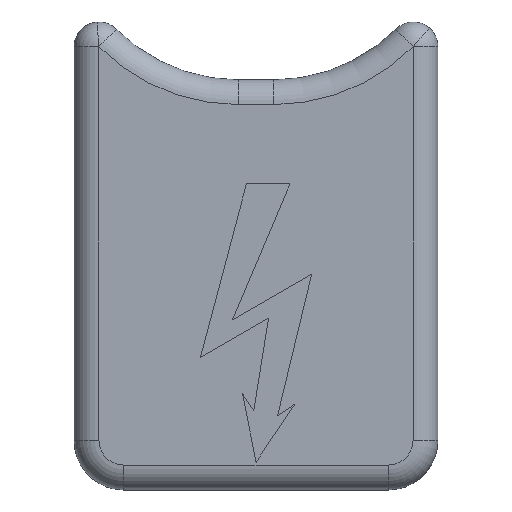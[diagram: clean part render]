
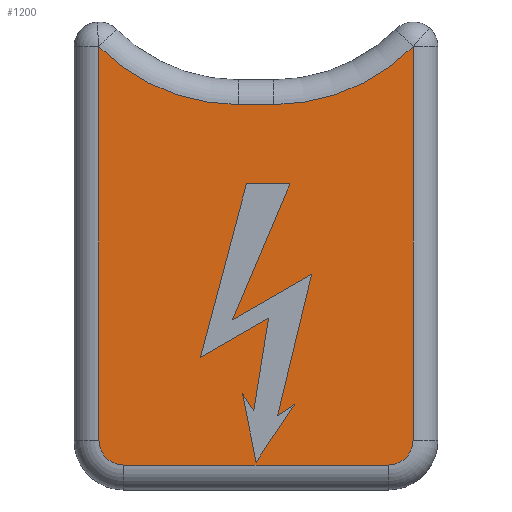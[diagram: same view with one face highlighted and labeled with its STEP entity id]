
A CAD part, top view. The second image highlights one B-rep face of the part: STEP entity #1200.
In plain terms, the highlighted planar face has unit normal (0, 0, 1).
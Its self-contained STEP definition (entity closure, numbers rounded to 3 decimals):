
#217=AXIS2_PLACEMENT_3D('Circle Axis2P3D',#215,#216,$) ;
#550=AXIS2_PLACEMENT_3D('Circle Axis2P3D',#548,#549,$) ;
#634=AXIS2_PLACEMENT_3D('Circle Axis2P3D',#632,#633,$) ;
#684=AXIS2_PLACEMENT_3D('Circle Axis2P3D',#682,#683,$) ;
#1098=AXIS2_PLACEMENT_3D('Plane Axis2P3D',#1095,#1096,#1097) ;
#212=CARTESIAN_POINT('Vertex',(10.25,1.5,8.4)) ;
#215=CARTESIAN_POINT('Axis2P3D Location',(9.5,1.5,8.4)) ;
#219=CARTESIAN_POINT('Vertex',(9.5,0.75,8.4)) ;
#265=CARTESIAN_POINT('Line Origine',(5.5,0.75,8.4)) ;
#269=CARTESIAN_POINT('Vertex',(1.5,0.75,8.4)) ;
#522=CARTESIAN_POINT('Vertex',(10.25,13.399,8.4)) ;
#525=CARTESIAN_POINT('Line Origine',(10.25,7.075,8.4)) ;
#548=CARTESIAN_POINT('Axis2P3D Location',(1.5,1.5,8.4)) ;
#552=CARTESIAN_POINT('Vertex',(0.75,1.5,8.4)) ;
#573=CARTESIAN_POINT('Line Origine',(0.75,7.075,8.4)) ;
#577=CARTESIAN_POINT('Vertex',(0.75,13.399,8.4)) ;
#632=CARTESIAN_POINT('Axis2P3D Location',(4.964,17.6,8.4)) ;
#636=CARTESIAN_POINT('Vertex',(4.964,11.65,8.4)) ;
#657=CARTESIAN_POINT('Line Origine',(5.5,11.65,8.4)) ;
#661=CARTESIAN_POINT('Vertex',(6.036,11.65,8.4)) ;
#682=CARTESIAN_POINT('Axis2P3D Location',(6.036,17.6,8.4)) ;
#1095=CARTESIAN_POINT('Axis2P3D Location',(53.5,10.,8.4)) ;
#1110=CARTESIAN_POINT('Line Origine',(5.655,3.794,8.4)) ;
#1114=CARTESIAN_POINT('Vertex',(5.879,5.196,8.4)) ;
#1116=CARTESIAN_POINT('Vertex',(5.432,2.393,8.4)) ;
#1119=CARTESIAN_POINT('Line Origine',(4.848,4.601,8.4)) ;
#1123=CARTESIAN_POINT('Vertex',(3.818,4.006,8.4)) ;
#1126=CARTESIAN_POINT('Line Origine',(4.514,6.628,8.4)) ;
#1130=CARTESIAN_POINT('Vertex',(5.211,9.25,8.4)) ;
#1133=CARTESIAN_POINT('Line Origine',(5.868,9.25,8.4)) ;
#1137=CARTESIAN_POINT('Vertex',(6.525,9.25,8.4)) ;
#1140=CARTESIAN_POINT('Line Origine',(5.658,7.194,8.4)) ;
#1144=CARTESIAN_POINT('Vertex',(4.791,5.139,8.4)) ;
#1147=CARTESIAN_POINT('Line Origine',(5.986,5.829,8.4)) ;
#1151=CARTESIAN_POINT('Vertex',(7.182,6.52,8.4)) ;
#1154=CARTESIAN_POINT('Line Origine',(6.667,4.381,8.4)) ;
#1158=CARTESIAN_POINT('Vertex',(6.153,2.242,8.4)) ;
#1161=CARTESIAN_POINT('Line Origine',(6.411,2.415,8.4)) ;
#1165=CARTESIAN_POINT('Vertex',(6.67,2.587,8.4)) ;
#1168=CARTESIAN_POINT('Line Origine',(6.085,1.714,8.4)) ;
#1172=CARTESIAN_POINT('Vertex',(5.5,0.84,8.4)) ;
#1175=CARTESIAN_POINT('Line Origine',(5.296,1.871,8.4)) ;
#1179=CARTESIAN_POINT('Vertex',(5.092,2.903,8.4)) ;
#1182=CARTESIAN_POINT('Line Origine',(5.262,2.648,8.4)) ;
#216=DIRECTION('Axis2P3D Direction',(0.,0.,-1.)) ;
#266=DIRECTION('Vector Direction',(-1.,0.,0.)) ;
#526=DIRECTION('Vector Direction',(0.,1.,0.)) ;
#549=DIRECTION('Axis2P3D Direction',(0.,0.,-1.)) ;
#574=DIRECTION('Vector Direction',(0.,1.,0.)) ;
#633=DIRECTION('Axis2P3D Direction',(0.,0.,-1.)) ;
#658=DIRECTION('Vector Direction',(-1.,0.,0.)) ;
#683=DIRECTION('Axis2P3D Direction',(0.,0.,-1.)) ;
#1096=DIRECTION('Axis2P3D Direction',(0.,-0.,-1.)) ;
#1097=DIRECTION('Axis2P3D XDirection',(0.,-1.,0.)) ;
#1111=DIRECTION('Vector Direction',(0.157,0.988,0.)) ;
#1120=DIRECTION('Vector Direction',(0.866,0.5,0.)) ;
#1127=DIRECTION('Vector Direction',(0.257,0.966,0.)) ;
#1134=DIRECTION('Vector Direction',(1.,0.,0.)) ;
#1141=DIRECTION('Vector Direction',(0.389,0.921,0.)) ;
#1148=DIRECTION('Vector Direction',(0.866,0.5,0.)) ;
#1155=DIRECTION('Vector Direction',(0.234,0.972,0.)) ;
#1162=DIRECTION('Vector Direction',(0.832,0.555,0.)) ;
#1169=DIRECTION('Vector Direction',(0.556,0.831,0.)) ;
#1176=DIRECTION('Vector Direction',(0.194,-0.981,0.)) ;
#1183=DIRECTION('Vector Direction',(0.555,-0.832,0.)) ;
#267=VECTOR('Line Direction',#266,1.) ;
#527=VECTOR('Line Direction',#526,1.) ;
#575=VECTOR('Line Direction',#574,1.) ;
#659=VECTOR('Line Direction',#658,1.) ;
#1112=VECTOR('Line Direction',#1111,1.) ;
#1121=VECTOR('Line Direction',#1120,1.) ;
#1128=VECTOR('Line Direction',#1127,1.) ;
#1135=VECTOR('Line Direction',#1134,1.) ;
#1142=VECTOR('Line Direction',#1141,1.) ;
#1149=VECTOR('Line Direction',#1148,1.) ;
#1156=VECTOR('Line Direction',#1155,1.) ;
#1163=VECTOR('Line Direction',#1162,1.) ;
#1170=VECTOR('Line Direction',#1169,1.) ;
#1177=VECTOR('Line Direction',#1176,1.) ;
#1184=VECTOR('Line Direction',#1183,1.) ;
#1101=ORIENTED_EDGE('',*,*,#221,.F.) ;
#1102=ORIENTED_EDGE('',*,*,#529,.F.) ;
#1103=ORIENTED_EDGE('',*,*,#686,.F.) ;
#1104=ORIENTED_EDGE('',*,*,#663,.F.) ;
#1105=ORIENTED_EDGE('',*,*,#638,.F.) ;
#1106=ORIENTED_EDGE('',*,*,#579,.F.) ;
#1107=ORIENTED_EDGE('',*,*,#554,.F.) ;
#1108=ORIENTED_EDGE('',*,*,#271,.F.) ;
#1188=ORIENTED_EDGE('',*,*,#1118,.F.) ;
#1189=ORIENTED_EDGE('',*,*,#1125,.F.) ;
#1190=ORIENTED_EDGE('',*,*,#1132,.F.) ;
#1191=ORIENTED_EDGE('',*,*,#1139,.F.) ;
#1192=ORIENTED_EDGE('',*,*,#1146,.F.) ;
#1193=ORIENTED_EDGE('',*,*,#1153,.F.) ;
#1194=ORIENTED_EDGE('',*,*,#1160,.F.) ;
#1195=ORIENTED_EDGE('',*,*,#1167,.F.) ;
#1196=ORIENTED_EDGE('',*,*,#1174,.F.) ;
#1197=ORIENTED_EDGE('',*,*,#1181,.F.) ;
#1198=ORIENTED_EDGE('',*,*,#1186,.F.) ;
#1199=FACE_BOUND('',#1187,.T.) ;
#1200=ADVANCED_FACE('K\X2\00F6\X0\rper.4',(#1109,#1199),#1099,.F.) ;
#218=CIRCLE('generated circle',#217,0.75) ;
#551=CIRCLE('generated circle',#550,0.75) ;
#635=CIRCLE('generated circle',#634,5.95) ;
#685=CIRCLE('generated circle',#684,5.95) ;
#221=EDGE_CURVE('',#213,#220,#218,.T.) ;
#271=EDGE_CURVE('',#220,#270,#268,.T.) ;
#529=EDGE_CURVE('',#523,#213,#528,.F.) ;
#554=EDGE_CURVE('',#270,#553,#551,.T.) ;
#579=EDGE_CURVE('',#553,#578,#576,.T.) ;
#638=EDGE_CURVE('',#578,#637,#635,.F.) ;
#663=EDGE_CURVE('',#637,#662,#660,.F.) ;
#686=EDGE_CURVE('',#662,#523,#685,.F.) ;
#1118=EDGE_CURVE('',#1115,#1117,#1113,.F.) ;
#1125=EDGE_CURVE('',#1124,#1115,#1122,.T.) ;
#1132=EDGE_CURVE('',#1131,#1124,#1129,.F.) ;
#1139=EDGE_CURVE('',#1138,#1131,#1136,.F.) ;
#1146=EDGE_CURVE('',#1145,#1138,#1143,.T.) ;
#1153=EDGE_CURVE('',#1152,#1145,#1150,.F.) ;
#1160=EDGE_CURVE('',#1159,#1152,#1157,.T.) ;
#1167=EDGE_CURVE('',#1166,#1159,#1164,.F.) ;
#1174=EDGE_CURVE('',#1173,#1166,#1171,.T.) ;
#1181=EDGE_CURVE('',#1180,#1173,#1178,.T.) ;
#1186=EDGE_CURVE('',#1117,#1180,#1185,.F.) ;
#1100=EDGE_LOOP('',(#1101,#1102,#1103,#1104,#1105,#1106,#1107,#1108)) ;
#1187=EDGE_LOOP('',(#1188,#1189,#1190,#1191,#1192,#1193,#1194,#1195,#1196,#1197,#1198)) ;
#1109=FACE_OUTER_BOUND('',#1100,.T.) ;
#268=LINE('Line',#265,#267) ;
#528=LINE('Line',#525,#527) ;
#576=LINE('Line',#573,#575) ;
#660=LINE('Line',#657,#659) ;
#1113=LINE('Line',#1110,#1112) ;
#1122=LINE('Line',#1119,#1121) ;
#1129=LINE('Line',#1126,#1128) ;
#1136=LINE('Line',#1133,#1135) ;
#1143=LINE('Line',#1140,#1142) ;
#1150=LINE('Line',#1147,#1149) ;
#1157=LINE('Line',#1154,#1156) ;
#1164=LINE('Line',#1161,#1163) ;
#1171=LINE('Line',#1168,#1170) ;
#1178=LINE('Line',#1175,#1177) ;
#1185=LINE('Line',#1182,#1184) ;
#1099=PLANE('',#1098) ;
#213=VERTEX_POINT('',#212) ;
#220=VERTEX_POINT('',#219) ;
#270=VERTEX_POINT('',#269) ;
#523=VERTEX_POINT('',#522) ;
#553=VERTEX_POINT('',#552) ;
#578=VERTEX_POINT('',#577) ;
#637=VERTEX_POINT('',#636) ;
#662=VERTEX_POINT('',#661) ;
#1115=VERTEX_POINT('',#1114) ;
#1117=VERTEX_POINT('',#1116) ;
#1124=VERTEX_POINT('',#1123) ;
#1131=VERTEX_POINT('',#1130) ;
#1138=VERTEX_POINT('',#1137) ;
#1145=VERTEX_POINT('',#1144) ;
#1152=VERTEX_POINT('',#1151) ;
#1159=VERTEX_POINT('',#1158) ;
#1166=VERTEX_POINT('',#1165) ;
#1173=VERTEX_POINT('',#1172) ;
#1180=VERTEX_POINT('',#1179) ;
